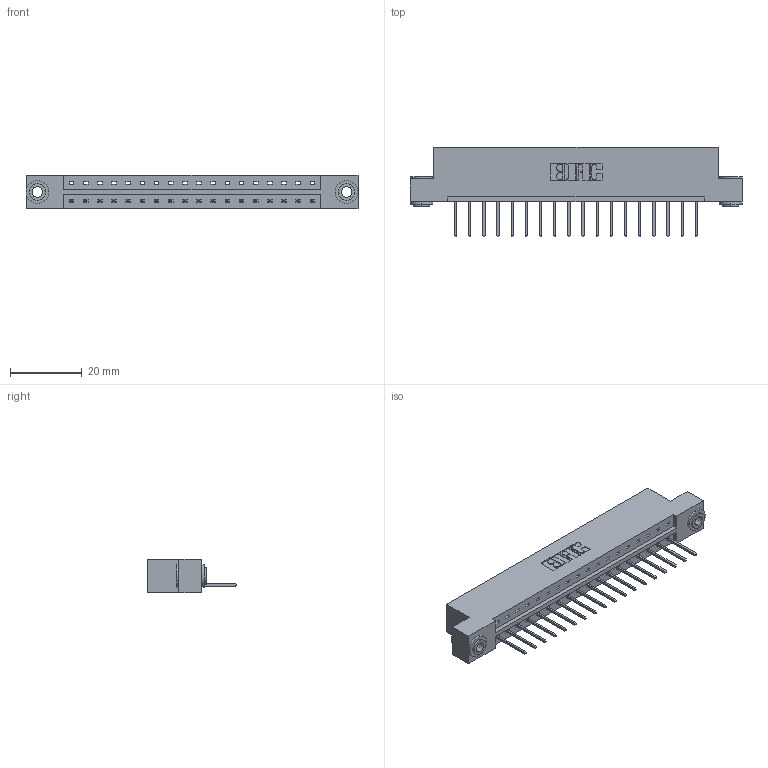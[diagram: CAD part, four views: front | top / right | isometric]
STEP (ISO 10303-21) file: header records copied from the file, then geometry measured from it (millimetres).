
FILE_DESCRIPTION (( 'STEP AP203' ), '1' );
FILE_NAME ('333-018-523-103.STEP', '2019-08-09T12:57:09', ( '' ), ( '' ), 'SwSTEP 2.0', 'SolidWorks 2016', '' );
FILE_SCHEMA (( 'CONFIG_CONTROL_DESIGN' ));
Length unit declared in the file: inch
Products named in the file (4): 333 Part_Flush - .156 Dia - TH; 333-018-523-103; 345-292-001_345-293-123; 345-250-002_345-250-002-102
Assembly tree (21 placements, depth 2):
  333-018-523-103
    333 Part_Flush - .156 Dia - TH
    345-292-001_345-293-123  x18
    345-250-002_345-250-002-102  x2
Bounding box: 92.86 x 25.15 x 9.4 mm (x, y, z)
Volume: 9150.6 mm3; surface area: 9989.7 mm2
Topology: 21 solids, 21 shells, 1196 faces, 3555 edges, 2342 vertices
Faces by surface type: plane 836, cylinder 352, cone 8
Entity records: 14776 total; most frequent: CARTESIAN_POINT 2531, ORIENTED_EDGE 2478, DIRECTION 2217, EDGE_CURVE 1239, LINE 1087, VECTOR 1087, VERTEX_POINT 822, AXIS2_PLACEMENT_3D 565
